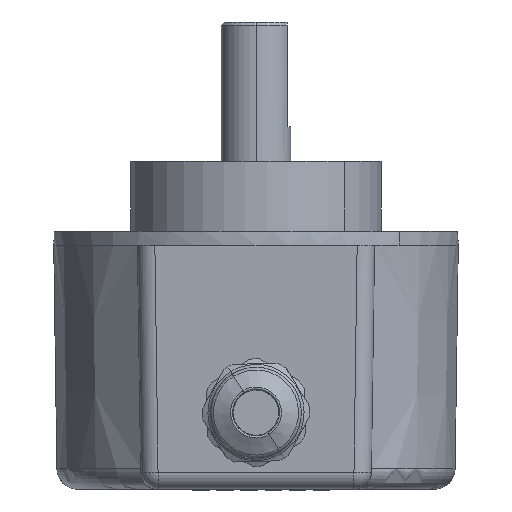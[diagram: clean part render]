
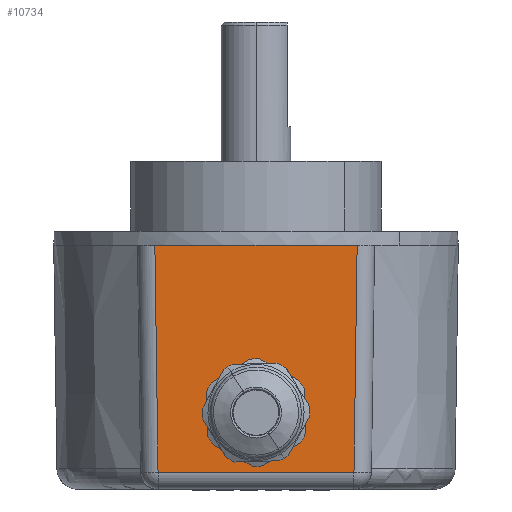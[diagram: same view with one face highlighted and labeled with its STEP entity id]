
A CAD part, front view. The second image highlights one B-rep face of the part: STEP entity #10734.
In plain terms, the highlighted planar face has unit normal (0, -1, -0.014).
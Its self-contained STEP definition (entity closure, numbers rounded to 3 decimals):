
#71 = EDGE_CURVE ( 'NONE', #9076, #4801, #2358, .T. ) ;
#277 = EDGE_CURVE ( 'NONE', #677, #3011, #9315, .T. ) ;
#309 = EDGE_LOOP ( 'NONE', ( #587, #684, #4486, #8060 ) ) ;
#485 = VECTOR ( 'NONE', #493, 1000. ) ;
#493 = DIRECTION ( 'NONE',  ( 0.014, -0.014, 1. ) ) ;
#495 = VERTEX_POINT ( 'NONE', #2040 ) ;
#541 = VERTEX_POINT ( 'NONE', #2930 ) ;
#587 = ORIENTED_EDGE ( 'NONE', *, *, #6666, .F. ) ;
#677 = VERTEX_POINT ( 'NONE', #3960 ) ;
#684 = ORIENTED_EDGE ( 'NONE', *, *, #9682, .T. ) ;
#782 = VECTOR ( 'NONE', #2700, 1000. ) ;
#896 = ORIENTED_EDGE ( 'NONE', *, *, #4956, .T. ) ;
#903 = ORIENTED_EDGE ( 'NONE', *, *, #8743, .T. ) ;
#958 = LINE ( 'NONE', #7331, #5202 ) ;
#1068 = AXIS2_PLACEMENT_3D ( 'NONE', #1508, #9209, #4059 ) ;
#1331 = LINE ( 'NONE', #5561, #10158 ) ;
#1508 = CARTESIAN_POINT ( 'NONE',  ( 17., -29., 35. ) ) ;
#1596 = EDGE_CURVE ( 'NONE', #8534, #10318, #5489, .T. ) ;
#1924 = EDGE_CURVE ( 'NONE', #3011, #4801, #9338, .T. ) ;
#2040 = CARTESIAN_POINT ( 'NONE',  ( 3.104, -28.753, 17.279 ) ) ;
#2070 = CARTESIAN_POINT ( 'NONE',  ( -11.5, -28.585, 5.25 ) ) ;
#2346 =( BOUNDED_CURVE ( )  B_SPLINE_CURVE ( 3, ( #3979, #7408, #8308, #3149 ),
 .UNSPECIFIED., .F., .F. ) 
 B_SPLINE_CURVE_WITH_KNOTS ( ( 4, 4 ),
 ( 0., 3.142 ),
 .UNSPECIFIED. ) 
 CURVE ( )  GEOMETRIC_REPRESENTATION_ITEM ( )  RATIONAL_B_SPLINE_CURVE ( ( 1., 0.333, 0.333, 1. ) ) 
 REPRESENTATION_ITEM ( '' )  );
#2358 = LINE ( 'NONE', #5572, #485 ) ;
#2486 = VECTOR ( 'NONE', #4182, 1000. ) ;
#2700 = DIRECTION ( 'NONE',  ( 1., 0., 0. ) ) ;
#2768 = CARTESIAN_POINT ( 'NONE',  ( 14.046, -28.546, 2.465 ) ) ;
#2830 = EDGE_CURVE ( 'NONE', #541, #4783, #2346, .T. ) ;
#2883 = CARTESIAN_POINT ( 'NONE',  ( -11.5, -28.745, 16.75 ) ) ;
#2893 = CARTESIAN_POINT ( 'NONE',  ( 0.987, -28.768, 18.356 ) ) ;
#2927 = CARTESIAN_POINT ( 'NONE',  ( 6.441, -28.727, 15.475 ) ) ;
#2930 = CARTESIAN_POINT ( 'NONE',  ( 0., -28.585, 5.25 ) ) ;
#2948 = ORIENTED_EDGE ( 'NONE', *, *, #2830, .F. ) ;
#2958 = CARTESIAN_POINT ( 'NONE',  ( 3.44, -28.75, 17.096 ) ) ;
#3011 = VERTEX_POINT ( 'NONE', #6857 ) ;
#3121 =( BOUNDED_CURVE ( )  B_SPLINE_CURVE ( 3, ( #5420, #2893, #3759, #9755 ),
 .UNSPECIFIED., .F., .T. ) 
 B_SPLINE_CURVE_WITH_KNOTS ( ( 4, 4 ),
 ( 5.813, 6.81 ),
 .UNSPECIFIED. ) 
 CURVE ( )  GEOMETRIC_REPRESENTATION_ITEM ( )  RATIONAL_B_SPLINE_CURVE ( ( 1., 0.919, 0.919, 1. ) ) 
 REPRESENTATION_ITEM ( '' )  );
#3149 = CARTESIAN_POINT ( 'NONE',  ( 0., -28.745, 16.75 ) ) ;
#3333 =( BOUNDED_CURVE ( )  B_SPLINE_CURVE ( 3, ( #5452, #2883, #2070, #8069 ),
 .UNSPECIFIED., .F., .T. ) 
 B_SPLINE_CURVE_WITH_KNOTS ( ( 4, 4 ),
 ( 3.142, 6.283 ),
 .UNSPECIFIED. ) 
 CURVE ( )  GEOMETRIC_REPRESENTATION_ITEM ( )  RATIONAL_B_SPLINE_CURVE ( ( 1., 0.333, 0.333, 1. ) ) 
 REPRESENTATION_ITEM ( '' )  );
#3759 = CARTESIAN_POINT ( 'NONE',  ( -1.387, -28.767, 18.29 ) ) ;
#3960 = CARTESIAN_POINT ( 'NONE',  ( -14.5, -29., 35. ) ) ;
#3979 = CARTESIAN_POINT ( 'NONE',  ( 0., -28.585, 5.25 ) ) ;
#4040 = VECTOR ( 'NONE', #4284, 1000. ) ;
#4059 = DIRECTION ( 'NONE',  ( 0., -0.014, 1. ) ) ;
#4182 = DIRECTION ( 'NONE',  ( 1., 0., 0. ) ) ;
#4284 = DIRECTION ( 'NONE',  ( -1., 0., 0. ) ) ;
#4486 = ORIENTED_EDGE ( 'NONE', *, *, #1596, .F. ) ;
#4507 = VERTEX_POINT ( 'NONE', #8347 ) ;
#4662 = CARTESIAN_POINT ( 'NONE',  ( 3.429, -28.75, 17.103 ) ) ;
#4688 = CARTESIAN_POINT ( 'NONE',  ( 3.405, -28.75, 17.117 ) ) ;
#4778 = DIRECTION ( 'NONE',  ( 1., 0., 0. ) ) ;
#4783 = VERTEX_POINT ( 'NONE', #10465 ) ;
#4801 = VERTEX_POINT ( 'NONE', #6969 ) ;
#4956 = EDGE_CURVE ( 'NONE', #677, #6518, #1331, .T. ) ;
#5138 = ORIENTED_EDGE ( 'NONE', *, *, #5460, .F. ) ;
#5202 = VECTOR ( 'NONE', #4778, 1000. ) ;
#5420 = CARTESIAN_POINT ( 'NONE',  ( 3.104, -28.753, 17.279 ) ) ;
#5431 = FACE_BOUND ( 'NONE', #6018, .T. ) ;
#5452 = CARTESIAN_POINT ( 'NONE',  ( 0., -28.745, 16.75 ) ) ;
#5460 = EDGE_CURVE ( 'NONE', #4783, #541, #3333, .T. ) ;
#5489 =( BOUNDED_CURVE ( )  B_SPLINE_CURVE ( 3, ( #2958, #4662, #10671, #5505 ),
 .UNSPECIFIED., .F., .T. ) 
 B_SPLINE_CURVE_WITH_KNOTS ( ( 4, 4 ),
 ( 5.757, 5.763 ),
 .UNSPECIFIED. ) 
 CURVE ( )  GEOMETRIC_REPRESENTATION_ITEM ( )  RATIONAL_B_SPLINE_CURVE ( ( 1., 1., 1., 1. ) ) 
 REPRESENTATION_ITEM ( '' )  );
#5505 = CARTESIAN_POINT ( 'NONE',  ( 3.405, -28.75, 17.117 ) ) ;
#5561 = CARTESIAN_POINT ( 'NONE',  ( -14.494, -28.994, 34.56 ) ) ;
#5572 = CARTESIAN_POINT ( 'NONE',  ( 14.501, -29., 35.035 ) ) ;
#5707 = FACE_BOUND ( 'NONE', #309, .T. ) ;
#6018 = EDGE_LOOP ( 'NONE', ( #2948, #5138 ) ) ;
#6481 = DIRECTION ( 'NONE',  ( 0.014, 0.014, -1. ) ) ;
#6518 = VERTEX_POINT ( 'NONE', #8681 ) ;
#6599 = LINE ( 'NONE', #9437, #4040 ) ;
#6612 = PLANE ( 'NONE',  #1068 ) ;
#6666 = EDGE_CURVE ( 'NONE', #495, #4507, #3121, .T. ) ;
#6857 = CARTESIAN_POINT ( 'NONE',  ( 0., -29., 35. ) ) ;
#6969 = CARTESIAN_POINT ( 'NONE',  ( 14.5, -29., 35. ) ) ;
#7219 = DIRECTION ( 'NONE',  ( 0.88, 0.007, -0.476 ) ) ;
#7331 = CARTESIAN_POINT ( 'NONE',  ( 17., -28.546, 2.465 ) ) ;
#7408 = CARTESIAN_POINT ( 'NONE',  ( 11.5, -28.585, 5.25 ) ) ;
#7604 = EDGE_CURVE ( 'NONE', #8534, #4507, #6599, .T. ) ;
#7711 = FACE_OUTER_BOUND ( 'NONE', #8130, .T. ) ;
#7738 = LINE ( 'NONE', #2927, #9769 ) ;
#7791 = CARTESIAN_POINT ( 'NONE',  ( 17., -29., 35. ) ) ;
#8060 = ORIENTED_EDGE ( 'NONE', *, *, #7604, .T. ) ;
#8069 = CARTESIAN_POINT ( 'NONE',  ( 0., -28.585, 5.25 ) ) ;
#8130 = EDGE_LOOP ( 'NONE', ( #8320, #896, #903, #10882, #10981 ) ) ;
#8308 = CARTESIAN_POINT ( 'NONE',  ( 11.5, -28.745, 16.75 ) ) ;
#8320 = ORIENTED_EDGE ( 'NONE', *, *, #277, .F. ) ;
#8347 = CARTESIAN_POINT ( 'NONE',  ( -3.44, -28.75, 17.096 ) ) ;
#8534 = VERTEX_POINT ( 'NONE', #10197 ) ;
#8681 = CARTESIAN_POINT ( 'NONE',  ( -14.046, -28.546, 2.465 ) ) ;
#8743 = EDGE_CURVE ( 'NONE', #6518, #9076, #958, .T. ) ;
#9076 = VERTEX_POINT ( 'NONE', #2768 ) ;
#9209 = DIRECTION ( 'NONE',  ( 0., -1., -0.014 ) ) ;
#9315 = LINE ( 'NONE', #10227, #2486 ) ;
#9338 = LINE ( 'NONE', #7791, #782 ) ;
#9437 = CARTESIAN_POINT ( 'NONE',  ( 17., -28.75, 17.096 ) ) ;
#9682 = EDGE_CURVE ( 'NONE', #495, #10318, #7738, .T. ) ;
#9755 = CARTESIAN_POINT ( 'NONE',  ( -3.44, -28.75, 17.096 ) ) ;
#9769 = VECTOR ( 'NONE', #7219, 1000. ) ;
#10158 = VECTOR ( 'NONE', #6481, 1000. ) ;
#10197 = CARTESIAN_POINT ( 'NONE',  ( 3.44, -28.75, 17.096 ) ) ;
#10227 = CARTESIAN_POINT ( 'NONE',  ( 17., -29., 35. ) ) ;
#10318 = VERTEX_POINT ( 'NONE', #4688 ) ;
#10465 = CARTESIAN_POINT ( 'NONE',  ( 0., -28.745, 16.75 ) ) ;
#10671 = CARTESIAN_POINT ( 'NONE',  ( 3.417, -28.75, 17.11 ) ) ;
#10734 = ADVANCED_FACE ( 'NONE', ( #5431, #7711, #5707 ), #6612, .T. ) ;
#10882 = ORIENTED_EDGE ( 'NONE', *, *, #71, .T. ) ;
#10981 = ORIENTED_EDGE ( 'NONE', *, *, #1924, .F. ) ;
